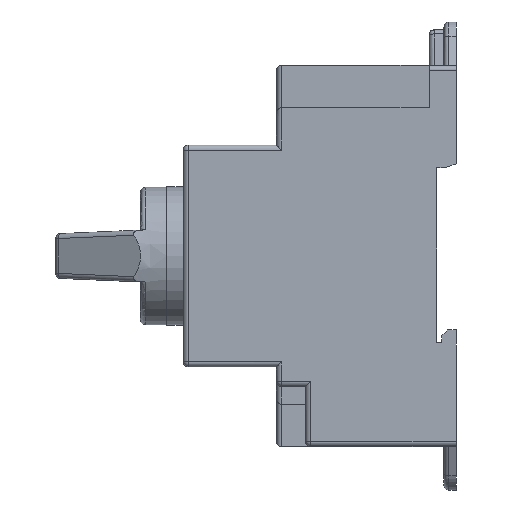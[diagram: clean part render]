
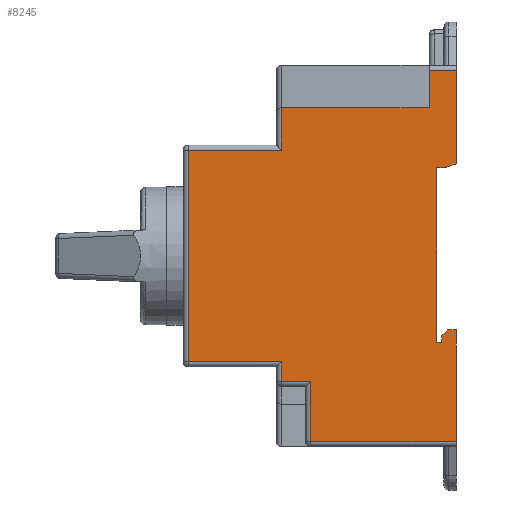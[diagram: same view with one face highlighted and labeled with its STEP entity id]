
A CAD part, left-side view. The second image highlights one B-rep face of the part: STEP entity #8245.
In plain terms, the highlighted planar face has unit normal (-1, 0, 0).
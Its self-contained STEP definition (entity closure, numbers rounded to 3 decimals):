
#2075=DIRECTION('',(0.,0.,-1.));
#2076=VECTOR('',#2075,22.7);
#2077=CARTESIAN_POINT('',(-30.,0.,-15.));
#2078=LINE('',#2077,#2076);
#2282=DIRECTION('',(0.,1.,0.));
#2283=VECTOR('',#2282,29.6);
#2284=CARTESIAN_POINT('',(-30.,0.,-37.7));
#2285=LINE('',#2284,#2283);
#2357=DIRECTION('',(0.,0.,1.));
#2358=VECTOR('',#2357,12.2);
#2359=CARTESIAN_POINT('',(-30.,29.6,-37.7));
#2360=LINE('',#2359,#2358);
#2371=DIRECTION('',(0.,-0.947,0.32));
#2372=VECTOR('',#2371,2.53);
#2373=CARTESIAN_POINT('',(-30.,2.397,17.9));
#2374=LINE('',#2373,#2372);
#2378=DIRECTION('',(0.,0.707,-0.707));
#2379=VECTOR('',#2378,1.697);
#2380=CARTESIAN_POINT('',(-30.,1.749,-15.));
#2381=LINE('',#2380,#2379);
#2397=CARTESIAN_POINT('',(-30.,35.5,-21.5));
#2409=DIRECTION('',(0.,1.,0.));
#2410=VECTOR('',#2409,18.897);
#2411=CARTESIAN_POINT('',(-30.,35.5,-21.5));
#2412=LINE('',#2411,#2410);
#2416=DIRECTION('',(0.,0.,1.));
#2417=VECTOR('',#2416,4.);
#2418=CARTESIAN_POINT('',(-30.,35.5,-25.5));
#2419=LINE('',#2418,#2417);
#2454=DIRECTION('',(0.,1.,0.));
#2455=VECTOR('',#2454,5.9);
#2456=CARTESIAN_POINT('',(-30.,29.6,-25.5));
#2457=LINE('',#2456,#2455);
#2826=DIRECTION('',(0.,-1.,0.));
#2827=VECTOR('',#2826,18.897);
#2828=CARTESIAN_POINT('',(-30.,54.397,21.5));
#2829=LINE('',#2828,#2827);
#2864=DIRECTION('',(0.,0.,1.));
#2865=VECTOR('',#2864,8.6);
#2866=CARTESIAN_POINT('',(-30.,35.5,21.5));
#2867=LINE('',#2866,#2865);
#2883=CARTESIAN_POINT('',(-30.,35.5,21.5));
#3382=DIRECTION('',(0.,0.,-1.));
#3383=VECTOR('',#3382,18.991);
#3384=CARTESIAN_POINT('',(-30.,0.,37.7));
#3385=LINE('',#3384,#3383);
#3531=DIRECTION('',(0.,1.,0.));
#3532=VECTOR('',#3531,1.6);
#3533=CARTESIAN_POINT('',(-30.,2.397,17.9));
#3534=LINE('',#3533,#3532);
#3545=DIRECTION('',(0.,0.,-1.));
#3546=VECTOR('',#3545,35.4);
#3547=CARTESIAN_POINT('',(-30.,3.997,17.9));
#3548=LINE('',#3547,#3546);
#3573=DIRECTION('',(0.,-1.,0.));
#3574=VECTOR('',#3573,1.048);
#3575=CARTESIAN_POINT('',(-30.,3.997,-17.5));
#3576=LINE('',#3575,#3574);
#3587=DIRECTION('',(0.,0.,1.));
#3588=VECTOR('',#3587,1.3);
#3589=CARTESIAN_POINT('',(-30.,2.949,-17.5));
#3590=LINE('',#3589,#3588);
#3608=DIRECTION('',(0.,-1.,0.));
#3609=VECTOR('',#3608,1.749);
#3610=CARTESIAN_POINT('',(-30.,1.749,-15.));
#3611=LINE('',#3610,#3609);
#3636=DIRECTION('',(0.,-1.,0.));
#3637=VECTOR('',#3636,5.5);
#3638=CARTESIAN_POINT('',(-30.,5.5,37.7));
#3639=LINE('',#3638,#3637);
#3658=DIRECTION('',(0.,0.,1.));
#3659=VECTOR('',#3658,7.6);
#3660=CARTESIAN_POINT('',(-30.,5.5,30.1));
#3661=LINE('',#3660,#3659);
#3686=DIRECTION('',(0.,-1.,0.));
#3687=VECTOR('',#3686,30.);
#3688=CARTESIAN_POINT('',(-30.,35.5,30.1));
#3689=LINE('',#3688,#3687);
#4698=DIRECTION('',(0.,0.,1.));
#4699=VECTOR('',#4698,43.);
#4700=CARTESIAN_POINT('',(-30.,54.397,-21.5));
#4701=LINE('',#4700,#4699);
#6487=CARTESIAN_POINT('',(-30.,29.6,-25.5));
#6488=CARTESIAN_POINT('',(-30.,35.5,-25.5));
#6489=VERTEX_POINT('',#6487);
#6490=VERTEX_POINT('',#6488);
#6537=CARTESIAN_POINT('',(-30.,2.397,17.9));
#6538=CARTESIAN_POINT('',(-30.,3.997,17.9));
#6539=VERTEX_POINT('',#6537);
#6540=VERTEX_POINT('',#6538);
#6699=CARTESIAN_POINT('',(-30.,1.749,-15.));
#6701=VERTEX_POINT('',#6699);
#6728=CARTESIAN_POINT('',(-30.,5.5,30.1));
#6729=VERTEX_POINT('',#6728);
#6767=CARTESIAN_POINT('',(-30.,29.6,-37.7));
#6769=VERTEX_POINT('',#6767);
#6772=CARTESIAN_POINT('',(-30.,35.5,30.1));
#6773=VERTEX_POINT('',#6772);
#6786=CARTESIAN_POINT('',(-30.,0.,-37.7));
#6787=VERTEX_POINT('',#6786);
#6824=CARTESIAN_POINT('',(-30.,2.949,-17.5));
#6825=VERTEX_POINT('',#6824);
#6826=CARTESIAN_POINT('',(-30.,0.,18.709));
#6827=VERTEX_POINT('',#6826);
#6856=CARTESIAN_POINT('',(-30.,54.397,21.5));
#6857=VERTEX_POINT('',#6856);
#6885=VERTEX_POINT('',#2397);
#6894=CARTESIAN_POINT('',(-30.,3.997,-17.5));
#6896=VERTEX_POINT('',#6894);
#6945=CARTESIAN_POINT('',(-30.,5.5,37.7));
#6946=VERTEX_POINT('',#6945);
#6987=CARTESIAN_POINT('',(-30.,54.397,-21.5));
#6989=VERTEX_POINT('',#6987);
#7004=CARTESIAN_POINT('',(-30.,2.949,-16.2));
#7005=VERTEX_POINT('',#7004);
#7026=CARTESIAN_POINT('',(-30.,0.,37.7));
#7027=VERTEX_POINT('',#7026);
#7066=VERTEX_POINT('',#2883);
#7067=CARTESIAN_POINT('',(-30.,0.,-15.));
#7068=VERTEX_POINT('',#7067);
#8201=CARTESIAN_POINT('',(-30.,36.5,19.2));
#8202=DIRECTION('',(-1.,0.,0.));
#8203=DIRECTION('',(0.,0.,1.));
#8204=AXIS2_PLACEMENT_3D('',#8201,#8202,#8203);
#8205=PLANE('',#8204);
#8207=ORIENTED_EDGE('',*,*,#8206,.T.);
#8209=ORIENTED_EDGE('',*,*,#8208,.T.);
#8211=ORIENTED_EDGE('',*,*,#8210,.T.);
#8213=ORIENTED_EDGE('',*,*,#8212,.T.);
#8215=ORIENTED_EDGE('',*,*,#8214,.T.);
#8217=ORIENTED_EDGE('',*,*,#8216,.T.);
#8219=ORIENTED_EDGE('',*,*,#8218,.T.);
#8221=ORIENTED_EDGE('',*,*,#8220,.T.);
#8223=ORIENTED_EDGE('',*,*,#8222,.F.);
#8225=ORIENTED_EDGE('',*,*,#8224,.T.);
#8227=ORIENTED_EDGE('',*,*,#8226,.T.);
#8229=ORIENTED_EDGE('',*,*,#8228,.T.);
#8231=ORIENTED_EDGE('',*,*,#8230,.T.);
#8233=ORIENTED_EDGE('',*,*,#8232,.F.);
#8235=ORIENTED_EDGE('',*,*,#8234,.T.);
#8236=ORIENTED_EDGE('',*,*,#7789,.T.);
#8237=ORIENTED_EDGE('',*,*,#8097,.T.);
#8238=ORIENTED_EDGE('',*,*,#8185,.T.);
#8240=ORIENTED_EDGE('',*,*,#8239,.T.);
#8242=ORIENTED_EDGE('',*,*,#8241,.T.);
#8243=EDGE_LOOP('',(#8207,#8209,#8211,#8213,#8215,#8217,#8219,#8221,#8223,#8225,
#8227,#8229,#8231,#8233,#8235,#8236,#8237,#8238,#8240,#8242));
#8244=FACE_OUTER_BOUND('',#8243,.F.);
#7789=EDGE_CURVE('',#7068,#6787,#2078,.T.);
#8097=EDGE_CURVE('',#6787,#6769,#2285,.T.);
#8185=EDGE_CURVE('',#6769,#6489,#2360,.T.);
#8206=EDGE_CURVE('',#6885,#6989,#2412,.T.);
#8208=EDGE_CURVE('',#6989,#6857,#4701,.T.);
#8210=EDGE_CURVE('',#6857,#7066,#2829,.T.);
#8212=EDGE_CURVE('',#7066,#6773,#2867,.T.);
#8214=EDGE_CURVE('',#6773,#6729,#3689,.T.);
#8216=EDGE_CURVE('',#6729,#6946,#3661,.T.);
#8218=EDGE_CURVE('',#6946,#7027,#3639,.T.);
#8220=EDGE_CURVE('',#7027,#6827,#3385,.T.);
#8222=EDGE_CURVE('',#6539,#6827,#2374,.T.);
#8224=EDGE_CURVE('',#6539,#6540,#3534,.T.);
#8226=EDGE_CURVE('',#6540,#6896,#3548,.T.);
#8228=EDGE_CURVE('',#6896,#6825,#3576,.T.);
#8230=EDGE_CURVE('',#6825,#7005,#3590,.T.);
#8232=EDGE_CURVE('',#6701,#7005,#2381,.T.);
#8234=EDGE_CURVE('',#6701,#7068,#3611,.T.);
#8239=EDGE_CURVE('',#6489,#6490,#2457,.T.);
#8241=EDGE_CURVE('',#6490,#6885,#2419,.T.);
#8245=ADVANCED_FACE('',(#8244),#8205,.T.);
